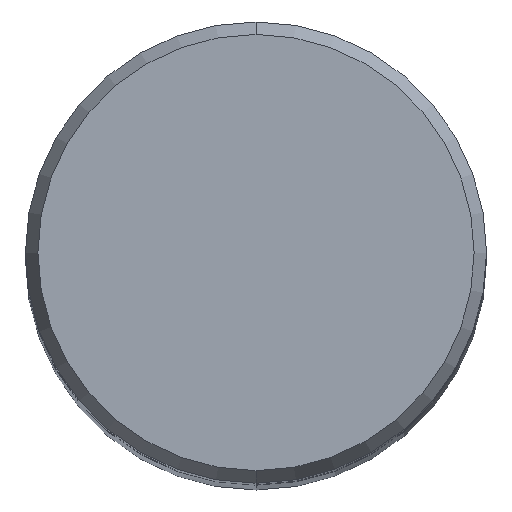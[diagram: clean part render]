
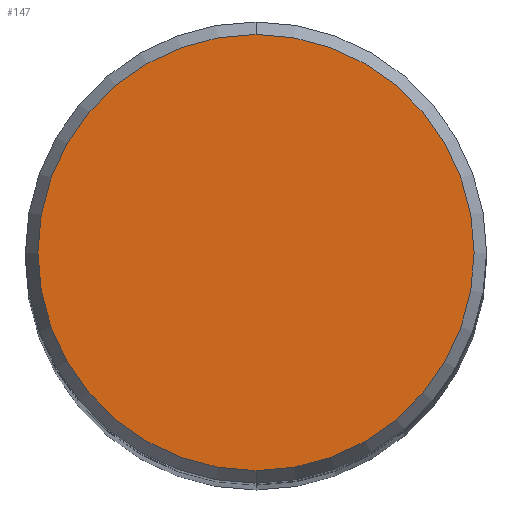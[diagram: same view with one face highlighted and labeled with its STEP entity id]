
A CAD part, top view. The second image highlights one B-rep face of the part: STEP entity #147.
In plain terms, the highlighted planar face has unit normal (0, 0, 1).
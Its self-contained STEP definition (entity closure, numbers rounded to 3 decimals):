
#119=EDGE_CURVE('',#165,#243,#306,.T.);
#147=ADVANCED_FACE('',(#335),#336,.T.);
#165=VERTEX_POINT('',#356);
#177=EDGE_CURVE('',#243,#165,#368,.T.);
#243=VERTEX_POINT('',#446);
#306=CIRCLE('',#511,12.012);
#335=FACE_OUTER_BOUND('',#548,.T.);
#336=PLANE('',#549);
#356=CARTESIAN_POINT('',(0.,-12.012,0.01));
#368=CIRCLE('',#595,12.012);
#446=CARTESIAN_POINT('',(0.0,12.012,0.01));
#511=AXIS2_PLACEMENT_3D('',#752,#753,#754);
#548=EDGE_LOOP('',(#777,#778));
#549=AXIS2_PLACEMENT_3D('',#779,#780,#781);
#595=AXIS2_PLACEMENT_3D('',#812,#813,#814);
#752=CARTESIAN_POINT('',(0.0,0.0,0.01));
#753=DIRECTION('',(0.0,0.0,-1.0));
#754=DIRECTION('',(0.0,1.0,0.0));
#777=ORIENTED_EDGE('',*,*,#177,.F.);
#778=ORIENTED_EDGE('',*,*,#119,.F.);
#779=CARTESIAN_POINT('',(0.0,6.006,0.01));
#780=DIRECTION('',(-0.0,0.0,1.0));
#781=DIRECTION('',(0.0,-1.0,0.0));
#812=CARTESIAN_POINT('',(0.0,0.0,0.01));
#813=DIRECTION('',(0.0,0.0,-1.0));
#814=DIRECTION('',(0.0,1.0,0.0));
